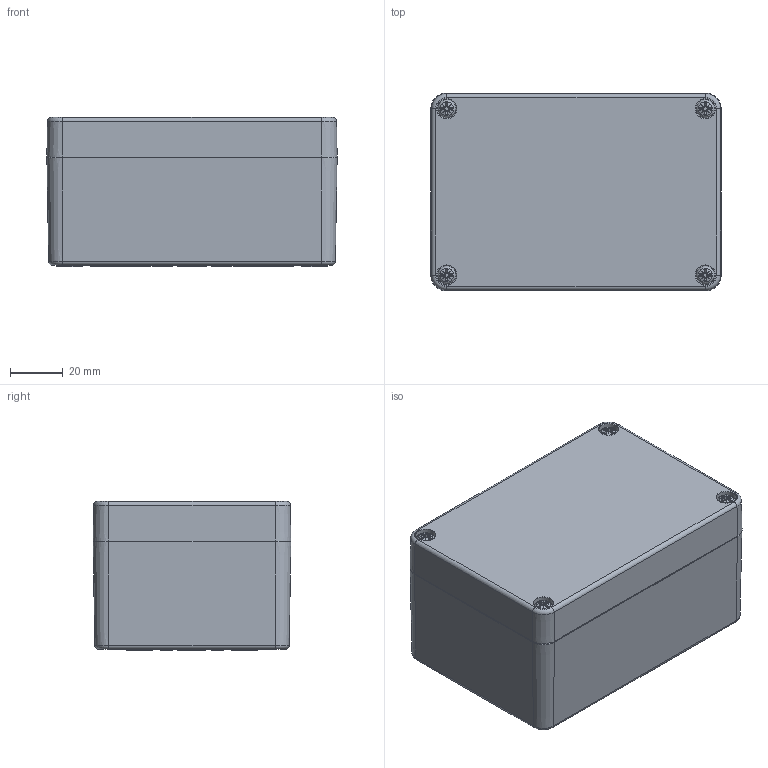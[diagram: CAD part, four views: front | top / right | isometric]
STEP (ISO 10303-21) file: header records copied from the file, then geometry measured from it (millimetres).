
FILE_DESCRIPTION(/* description */ (''),/* implementation_level */ '2;1');
FILE_NAME(/* name */ '0201100350-MBP_117555_VE.stp',/* time_stamp */ '2016-11-25T10:02:22+01:00',/* author */ ('robin.rentz'),/* organization */ (''),/* preprocessor_version */ 'ST-DEVELOPER v16.5',/* originating_system */ 'Autodesk Inventor 2017',/* authorisation */ '');
FILE_SCHEMA (('AUTOMOTIVE_DESIGN { 1 0 10303 214 3 1 1 }'));
Products named in the file (5): 0201100350-MBP_117555_VE; 0201100350-UT_117555_VE; 0201100350-OT_117555_VE; 1990000018 Schraube BM4x24_11; xxx-O-Ring-MBP_117555
Assembly tree (7 placements, depth 2):
  0201100350-MBP_117555_VE
    0201100350-UT_117555_VE
    0201100350-OT_117555_VE
    1990000018 Schraube BM4x24_11  x4
    xxx-O-Ring-MBP_117555
Bounding box: 110 x 75 x 56.5 mm (x, y, z)
Volume: 178194.7 mm3; surface area: 80404 mm2
Topology: 7 solids, 7 shells, 1363 faces, 3370 edges, 2091 vertices
Faces by surface type: plane 425, bspline 362, torus 226, cylinder 224, cone 118, sphere 8
Full cylindrical faces by diameter (mm): 2.459 x4, 3.242 x6, 3.3 x4, 4 x8, 4.5 x4, 4.9 x8, 5 x4, 6.8 x4, 7.5 x4, 8 x4
Entity records: 49791 total; most frequent: CARTESIAN_POINT 23951, ORIENTED_EDGE 5550, DIRECTION 4812, EDGE_CURVE 2775, VERTEX_POINT 1761, AXIS2_PLACEMENT_3D 1758, EDGE_LOOP 1326, LINE 1296
